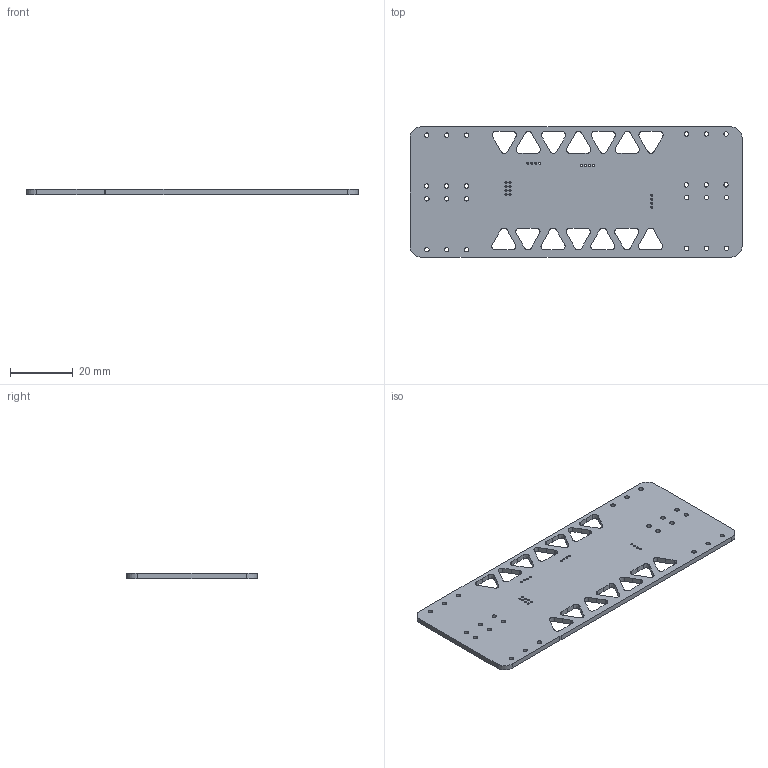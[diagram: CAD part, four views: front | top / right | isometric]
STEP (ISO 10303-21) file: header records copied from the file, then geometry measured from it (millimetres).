
FILE_DESCRIPTION(('KiCad electronic assembly'),'2;1');
FILE_NAME('Modulo DA simple.step','2022-08-31T13:10:01',('Pcbnew'),( 'Kicad'),'Open CASCADE STEP processor 7.6','KiCad to STEP converter' ,'Unknown');
FILE_SCHEMA(('AUTOMOTIVE_DESIGN { 1 0 10303 214 1 1 1 1 }'));
Length unit declared in the file: millimetre
Products named in the file (2): Modulo DA simple 1; Modulo DA simple PCB
Assembly tree (1 placements, depth 2):
  Modulo DA simple 1
    Modulo DA simple PCB
Bounding box: 105.93 x 41.51 x 1.6 mm (x, y, z)
Volume: 6147.3 mm3; surface area: 8907.6 mm2
Topology: 1 solids, 1 shells, 183 faces, 543 edges, 362 vertices
Faces by surface type: extrusion 137, cylinder 44, plane 2
Full cylindrical faces by diameter (mm): 0.65 x20, 1.4 x24
Entity records: 14382 total; most frequent: CARTESIAN_POINT 4231, DIRECTION 1402, ORIENTED_EDGE 1086, PCURVE 1086, DEFINITIONAL_REPRESENTATION 1086, VECTOR 1042, LINE 905, B_SPLINE_CURVE_WITH_KNOTS 685
